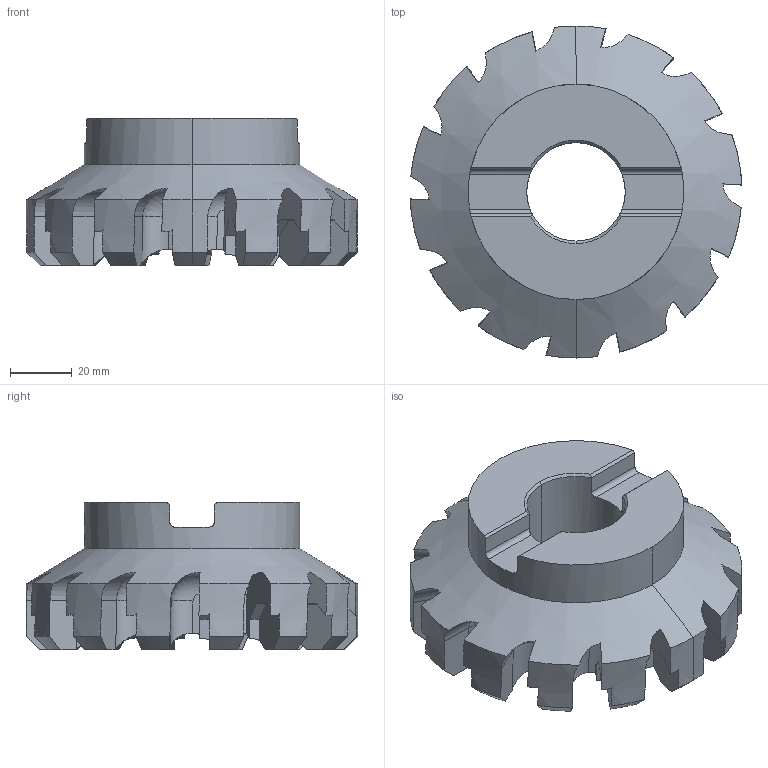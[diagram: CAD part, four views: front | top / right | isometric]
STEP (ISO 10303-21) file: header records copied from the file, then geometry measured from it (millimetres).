
FILE_DESCRIPTION(('no description'),'unknown implementation level');
FILE_NAME('solidQFBdQJsUWysFBl9oyZUXwzyGAKY_1.STP',' ',('CIM GmbH Aachen'),('CADClick - KiM GmbH - www.kimweb.de'),'unknown preprocess','ACIS','unknown authorization');
FILE_SCHEMA(('automotive_design'));
Length unit declared in the file: millimetre
Products named in the file (1): 1
Bounding box: 107.7 x 107.79 x 47.78 mm (x, y, z)
Volume: 176704.4 mm3; surface area: 40242.1 mm2
Topology: 1 solids, 1 shells, 244 faces, 701 edges, 458 vertices
Faces by surface type: plane 144, cylinder 62, cone 24, torus 14
Entity records: 16961 total; most frequent: CARTESIAN_POINT 2977, STYLED_ITEM 1404, PRESENTATION_STYLE_ASSIGNMENT 1404, COLOUR_RGB 1404, ORIENTED_EDGE 1402, DIRECTION 1283, EDGE_CURVE 701, CURVE_STYLE 701
